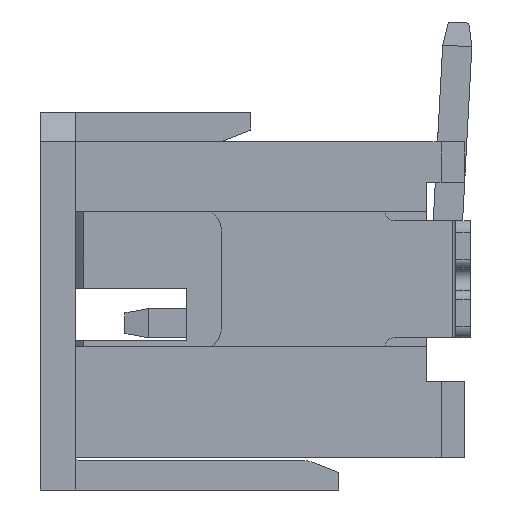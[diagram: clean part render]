
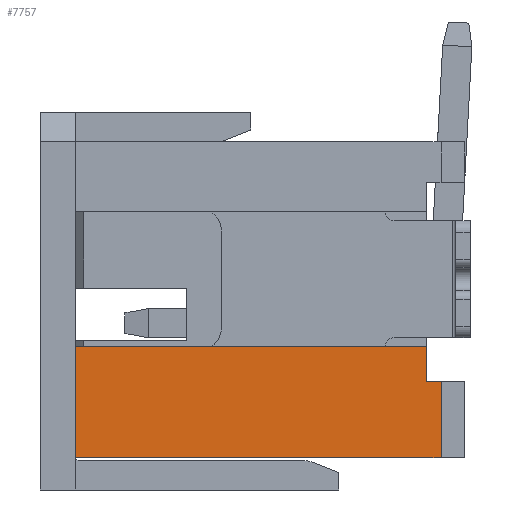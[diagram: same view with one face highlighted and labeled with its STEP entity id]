
A CAD part, left-side view. The second image highlights one B-rep face of the part: STEP entity #7757.
In plain terms, the highlighted planar face has unit normal (-1, 0, 0).
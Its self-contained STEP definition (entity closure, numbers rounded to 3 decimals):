
#1=DIRECTION('',(0.,0.,1.));
#2=VECTOR('',#1,0.6);
#3=CARTESIAN_POINT('',(0.,-6.,-4.1));
#4=LINE('',#3,#2);
#25=DIRECTION('',(0.,-1.,0.));
#26=VECTOR('',#25,6.25);
#27=CARTESIAN_POINT('',(0.,0.,-5.4));
#28=LINE('',#27,#26);
#171=DIRECTION('',(0.,0.,-1.));
#172=VECTOR('',#171,1.9);
#173=CARTESIAN_POINT('',(0.,0.,-3.5));
#174=LINE('',#173,#172);
#2361=DIRECTION('',(0.,1.,0.));
#2362=VECTOR('',#2361,6.);
#2363=CARTESIAN_POINT('',(0.,-6.,-3.5));
#2364=LINE('',#2363,#2362);
#5787=DIRECTION('',(0.,0.,1.));
#5788=VECTOR('',#5787,1.3);
#5789=CARTESIAN_POINT('',(0.,-6.25,-5.4));
#5790=LINE('',#5789,#5788);
#5807=DIRECTION('',(0.,1.,0.));
#5808=VECTOR('',#5807,0.25);
#5809=CARTESIAN_POINT('',(0.,-6.25,-4.1));
#5810=LINE('',#5809,#5808);
#5895=CARTESIAN_POINT('',(0.,-6.25,-4.1));
#5896=CARTESIAN_POINT('',(0.,-6.,-4.1));
#5897=VERTEX_POINT('',#5895);
#5898=VERTEX_POINT('',#5896);
#5899=CARTESIAN_POINT('',(0.,0.,-5.4));
#5900=CARTESIAN_POINT('',(0.,-6.25,-5.4));
#5901=VERTEX_POINT('',#5899);
#5902=VERTEX_POINT('',#5900);
#5903=CARTESIAN_POINT('',(0.,0.,-3.5));
#5904=VERTEX_POINT('',#5903);
#5905=CARTESIAN_POINT('',(0.,-6.,-3.5));
#5906=VERTEX_POINT('',#5905);
#7738=CARTESIAN_POINT('',(0.,-3.125,-4.45));
#7739=DIRECTION('',(1.,0.,0.));
#7740=DIRECTION('',(0.,0.,1.));
#7741=AXIS2_PLACEMENT_3D('',#7738,#7739,#7740);
#7742=PLANE('',#7741);
#7744=ORIENTED_EDGE('',*,*,#7743,.F.);
#7746=ORIENTED_EDGE('',*,*,#7745,.F.);
#7748=ORIENTED_EDGE('',*,*,#7747,.F.);
#7750=ORIENTED_EDGE('',*,*,#7749,.F.);
#7752=ORIENTED_EDGE('',*,*,#7751,.F.);
#7754=ORIENTED_EDGE('',*,*,#7753,.F.);
#7755=EDGE_LOOP('',(#7744,#7746,#7748,#7750,#7752,#7754));
#7756=FACE_OUTER_BOUND('',#7755,.F.);
#7757=ADVANCED_FACE('',(#7756),#7742,.F.);
#7743=EDGE_CURVE('',#5898,#5906,#4,.T.);
#7745=EDGE_CURVE('',#5897,#5898,#5810,.T.);
#7747=EDGE_CURVE('',#5902,#5897,#5790,.T.);
#7749=EDGE_CURVE('',#5901,#5902,#28,.T.);
#7751=EDGE_CURVE('',#5904,#5901,#174,.T.);
#7753=EDGE_CURVE('',#5906,#5904,#2364,.T.);
